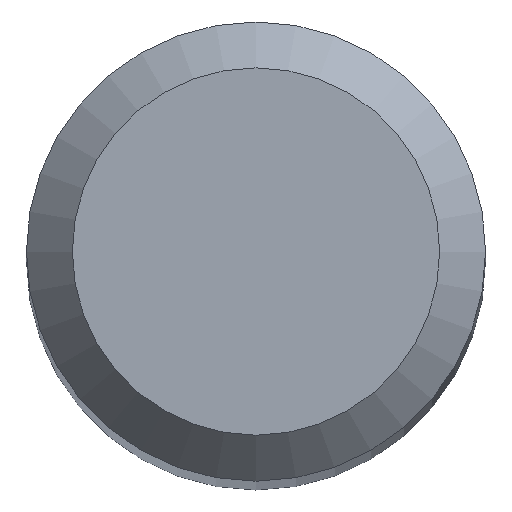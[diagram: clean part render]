
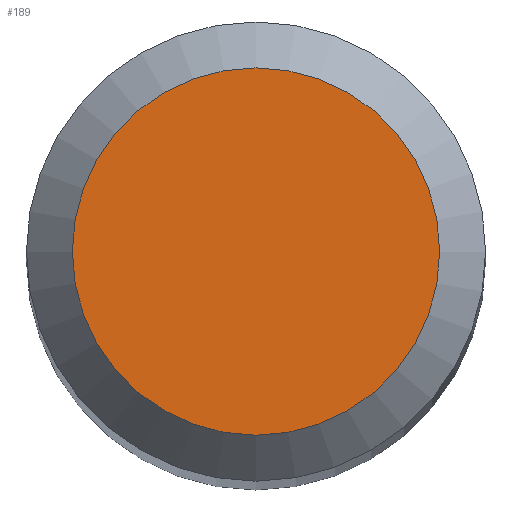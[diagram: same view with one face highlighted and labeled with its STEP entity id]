
A CAD part, top view. The second image highlights one B-rep face of the part: STEP entity #189.
In plain terms, the highlighted planar face has unit normal (0, 0, 1).
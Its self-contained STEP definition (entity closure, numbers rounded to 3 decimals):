
#30 = CIRCLE ( 'NONE', #137, 1.2 ) ;
#49 = DIRECTION ( 'NONE',  ( 0., 1., 0. ) ) ;
#72 = EDGE_CURVE ( 'NONE', #239, #239, #30, .T. ) ;
#74 = CARTESIAN_POINT ( 'NONE',  ( 0., 1.2, 38. ) ) ;
#90 = ORIENTED_EDGE ( 'NONE', *, *, #72, .F. ) ;
#129 = FACE_OUTER_BOUND ( 'NONE', #215, .T. ) ;
#130 = DIRECTION ( 'NONE',  ( 0., 0., -1. ) ) ;
#131 = PLANE ( 'NONE',  #184 ) ;
#137 = AXIS2_PLACEMENT_3D ( 'NONE', #217, #164, #49 ) ;
#164 = DIRECTION ( 'NONE',  ( 0., 0., -1. ) ) ;
#184 = AXIS2_PLACEMENT_3D ( 'NONE', #218, #130, #185 ) ;
#185 = DIRECTION ( 'NONE',  ( 0., 1., 0. ) ) ;
#189 = ADVANCED_FACE ( 'NONE', ( #129 ), #131, .F. ) ;
#215 = EDGE_LOOP ( 'NONE', ( #90 ) ) ;
#217 = CARTESIAN_POINT ( 'NONE',  ( 0., 0., 38. ) ) ;
#218 = CARTESIAN_POINT ( 'NONE',  ( 0., 0., 38. ) ) ;
#239 = VERTEX_POINT ( 'NONE', #74 ) ;
